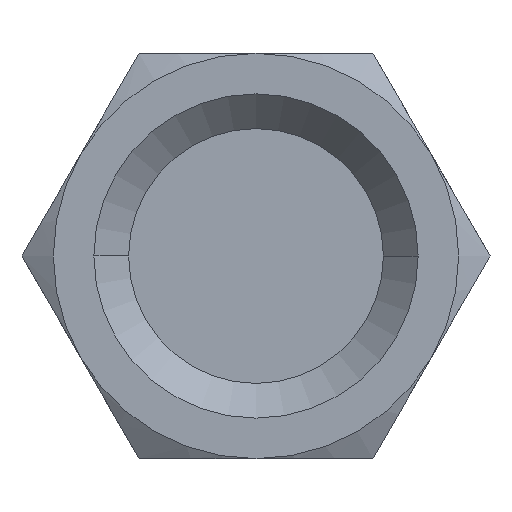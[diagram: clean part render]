
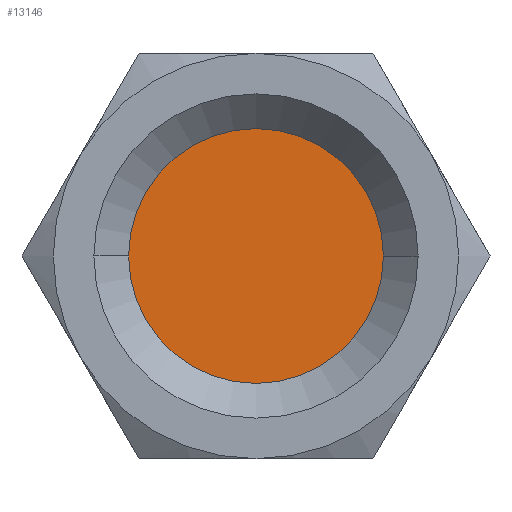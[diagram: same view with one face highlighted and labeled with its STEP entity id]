
A CAD part, front view. The second image highlights one B-rep face of the part: STEP entity #13146.
In plain terms, the highlighted planar face has unit normal (0, -1, 0).
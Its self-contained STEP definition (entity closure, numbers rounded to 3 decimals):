
#307 = EDGE_LOOP ( 'NONE', ( #476, #477 ) ) ;
#476 = ORIENTED_EDGE ( 'NONE', *, *, #17903, .F. ) ;
#477 = ORIENTED_EDGE ( 'NONE', *, *, #10104, .F. ) ;
#678 = VERTEX_POINT ( 'NONE', #10171 ) ;
#685 = VERTEX_POINT ( 'NONE', #10185 ) ;
#2378 = AXIS2_PLACEMENT_3D ( 'NONE', #8534, #8535, #8536 ) ;
#2392 = AXIS2_PLACEMENT_3D ( 'NONE', #16944, #16945, #16946 ) ;
#5963 = AXIS2_PLACEMENT_3D ( 'NONE', #8347, #8348, #8349 ) ;
#8347 = CARTESIAN_POINT ( 'NONE',  ( 0., 1.475, 0. ) ) ;
#8348 = DIRECTION ( 'NONE',  ( 0., 1., 0. ) ) ;
#8349 = DIRECTION ( 'NONE',  ( 1., 0., 0. ) ) ;
#8527 = PLANE ( 'NONE',  #2378 ) ;
#8534 = CARTESIAN_POINT ( 'NONE',  ( 0., 1.475, 0. ) ) ;
#8535 = DIRECTION ( 'NONE',  ( 0., -1., 0. ) ) ;
#8536 = DIRECTION ( 'NONE',  ( 1., 0., 0. ) ) ;
#8760 = CIRCLE ( 'NONE', #5963, 4.4 ) ;
#10104 = EDGE_CURVE ( 'NONE', #685, #678, #8760, .T. ) ;
#10171 = CARTESIAN_POINT ( 'NONE',  ( 4.4, 1.475, 0. ) ) ;
#10185 = CARTESIAN_POINT ( 'NONE',  ( -4.4, 1.475, 0. ) ) ;
#13146 = ADVANCED_FACE ( 'NONE', ( #15502 ), #8527, .T. ) ;
#15502 = FACE_OUTER_BOUND ( 'NONE', #307, .T. ) ;
#15516 = CIRCLE ( 'NONE', #2392, 4.4 ) ;
#16944 = CARTESIAN_POINT ( 'NONE',  ( 0., 1.475, 0. ) ) ;
#16945 = DIRECTION ( 'NONE',  ( 0., 1., 0. ) ) ;
#16946 = DIRECTION ( 'NONE',  ( 1., 0., 0. ) ) ;
#17903 = EDGE_CURVE ( 'NONE', #678, #685, #15516, .T. ) ;
